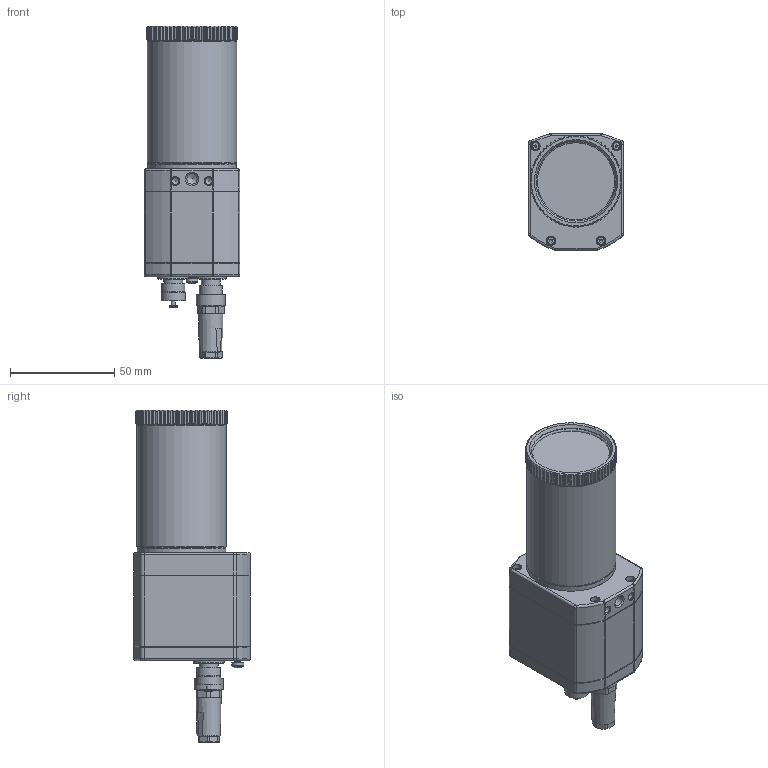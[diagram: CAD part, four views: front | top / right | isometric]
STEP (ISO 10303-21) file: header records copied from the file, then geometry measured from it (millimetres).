
FILE_DESCRIPTION (( 'STEP AP214' ), '1' );
FILE_NAME ('9P500 PI-1M-Schutzrohr-59.STEP', '2017-02-10T14:02:12', ( 'qwe' ), ( '' ), 'SwSTEP 2.0', 'SolidWorks 2017', '' );
FILE_SCHEMA (( 'AUTOMOTIVE_DESIGN' ));
Length unit declared in the file: millimetre
Products named in the file (21): 63169-ff O-Ring NBR 53 x 1,5; 63038 O-Ring 41 x 1_O-Ring 38 x 1,5; 61220 Zylinderschraube ISK DIN 912-A2 M2x10_DIN 912 M3 x 5 --- 5S; 61103 Linsenschraube KS DIN 7985 A2 M1,6x4_ISO 7045 - M1.6 x 4 - Z --- 4S; 1P510 Objektivhaltering-PI-1M; 1P202-X Verbindungsrohr-PI3-XXX_1P102-1; 9P219-X Rückwand PI-3; 63169-f O-Ring NBR 53 x 1,5; 51099 Schutzkappe-712 FS; 61301 Linsenschraube DIN 7985 VZ M3x5_Linsenschraube KS DIN 7985 VZ M3x5; 51095 Flanschstecker 712; 5-polig; 51093 Flanschstecker 712; 5-1polig; 1P203-X Heckplatte-PI3-XXX; 1P201-X Frontplatte-PI3S-XXX; 9P521 Schutzfenster PI-1M; 63162 O-Ring 37 x 1,5_O-Ring 38 x 1,5; 9P500 PI-1M-Schutzrohr-59; 1P522 Schutzfenster 38x2; 1P521 Fensterring; 1P520-X Schutzrohr_Schutzrohr L-59; 51084 Kabeldose 712_4-polig
Assembly tree (30 placements, depth 3):
  9P500 PI-1M-Schutzrohr-59
    1P201-X Frontplatte-PI3S-XXX
    9P219-X Rückwand PI-3
      1P203-X Heckplatte-PI3-XXX
      51093 Flanschstecker 712; 5-1polig
      51095 Flanschstecker 712; 5-polig
      61301 Linsenschraube DIN 7985 VZ M3x5_Linsenschraube KS DIN 7985 VZ M3x5
      51099 Schutzkappe-712 FS
      63169-f O-Ring NBR 53 x 1,5
    1P202-X Verbindungsrohr-PI3-XXX_1P102-1
    1P510 Objektivhaltering-PI-1M
    61103 Linsenschraube KS DIN 7985 A2 M1,6x4_ISO 7045 - M1.6 x 4 - Z --- 4S  x3
    61220 Zylinderschraube ISK DIN 912-A2 M2x10_DIN 912 M3 x 5 --- 5S  x8
    63038 O-Ring 41 x 1_O-Ring 38 x 1,5
    63169-ff O-Ring NBR 53 x 1,5
    51084 Kabeldose 712_4-polig
    1P520-X Schutzrohr_Schutzrohr L-59
    9P521 Schutzfenster PI-1M
      1P521 Fensterring
      1P522 Schutzfenster 38x2
      63162 O-Ring 37 x 1,5_O-Ring 38 x 1,5  x2
Bounding box: 46 x 56 x 159.5 mm (x, y, z)
Volume: 64641.5 mm3; surface area: 70977.2 mm2
Topology: 26 solids, 37 shells, 2341 faces, 5463 edges, 3256 vertices
Faces by surface type: cone 840, cylinder 718, plane 655, torus 84, bspline 40, sphere 4
Full cylindrical faces by diameter (mm): 0.9 x9, 1 x22, 1.25 x5, 1.5 x14, 1.6 x45, 1.7 x3, 2 x145, 2.2 x8, 2.5 x1, 3 x9, 3.2 x3, 3.3 x2, 3.8 x8, 4 x1, 4.4 x8, 5.105 x1, 5.5 x1, 5.6 x1, 6 x2, 6.6 x2, 7.9 x2, 8 x2, 8.5 x1, 9 x4, 10 x6, 11 x1, 11.2 x1, 11.6 x1, 12 x4, 14 x1
Entity records: 49937 total; most frequent: CARTESIAN_POINT 9917, DIRECTION 8399, ORIENTED_EDGE 7223, EDGE_CURVE 3616, AXIS2_PLACEMENT_3D 3427, VERTEX_POINT 2445, EDGE_LOOP 2234, FACE_OUTER_BOUND 1927
